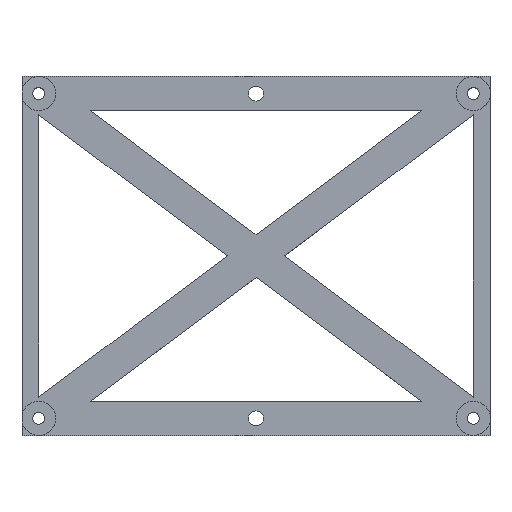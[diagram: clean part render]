
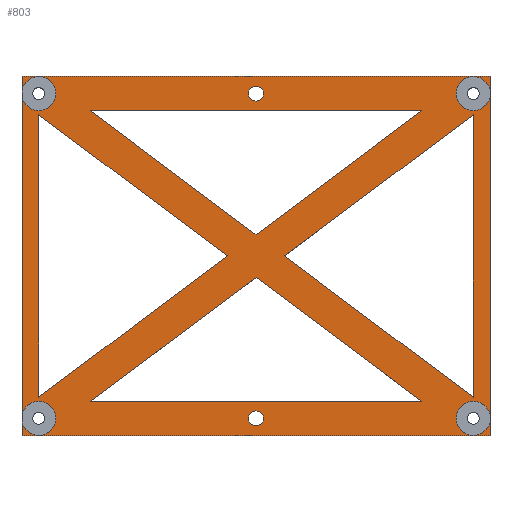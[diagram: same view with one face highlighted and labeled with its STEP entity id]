
A CAD part, top view. The second image highlights one B-rep face of the part: STEP entity #803.
In plain terms, the highlighted planar face has unit normal (0, 0, 1).
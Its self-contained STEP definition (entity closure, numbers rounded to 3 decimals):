
#31=FACE_BOUND('',#176,.T.);
#32=FACE_BOUND('',#177,.T.);
#33=FACE_BOUND('',#178,.T.);
#34=FACE_BOUND('',#179,.T.);
#35=FACE_BOUND('',#180,.T.);
#36=FACE_BOUND('',#181,.T.);
#37=FACE_BOUND('',#182,.T.);
#38=FACE_BOUND('',#183,.T.);
#39=FACE_BOUND('',#184,.T.);
#40=FACE_BOUND('',#185,.T.);
#79=PLANE('',#893);
#123=FACE_OUTER_BOUND('',#175,.T.);
#175=EDGE_LOOP('',(#703,#704,#705,#706));
#176=EDGE_LOOP('',(#707));
#177=EDGE_LOOP('',(#708));
#178=EDGE_LOOP('',(#709));
#179=EDGE_LOOP('',(#710,#711,#712));
#180=EDGE_LOOP('',(#713,#714,#715));
#181=EDGE_LOOP('',(#716));
#182=EDGE_LOOP('',(#717,#718,#719));
#183=EDGE_LOOP('',(#720,#721,#722));
#184=EDGE_LOOP('',(#723));
#185=EDGE_LOOP('',(#724));
#223=LINE('',#1227,#297);
#226=LINE('',#1233,#300);
#229=LINE('',#1237,#303);
#232=LINE('',#1245,#306);
#235=LINE('',#1251,#309);
#238=LINE('',#1255,#312);
#242=LINE('',#1269,#316);
#245=LINE('',#1275,#319);
#248=LINE('',#1279,#322);
#251=LINE('',#1287,#325);
#254=LINE('',#1293,#328);
#257=LINE('',#1297,#331);
#261=LINE('',#1311,#335);
#264=LINE('',#1317,#338);
#267=LINE('',#1323,#341);
#270=LINE('',#1327,#344);
#297=VECTOR('',#1021,10.);
#300=VECTOR('',#1026,10.);
#303=VECTOR('',#1031,10.);
#306=VECTOR('',#1036,10.);
#309=VECTOR('',#1041,10.);
#312=VECTOR('',#1046,10.);
#316=VECTOR('',#1058,10.);
#319=VECTOR('',#1063,10.);
#322=VECTOR('',#1068,10.);
#325=VECTOR('',#1073,10.);
#328=VECTOR('',#1078,10.);
#331=VECTOR('',#1083,10.);
#335=VECTOR('',#1095,10.);
#338=VECTOR('',#1100,10.);
#341=VECTOR('',#1105,10.);
#344=VECTOR('',#1110,10.);
#362=CIRCLE('',#861,1.75);
#364=CIRCLE('',#864,1.75);
#365=CIRCLE('',#866,1.4);
#367=CIRCLE('',#869,1.4);
#369=CIRCLE('',#878,1.4);
#371=CIRCLE('',#887,1.4);
#398=VERTEX_POINT('',#1199);
#400=VERTEX_POINT('',#1205);
#401=VERTEX_POINT('',#1209);
#403=VERTEX_POINT('',#1215);
#407=VERTEX_POINT('',#1224);
#408=VERTEX_POINT('',#1226);
#410=VERTEX_POINT('',#1232);
#413=VERTEX_POINT('',#1242);
#414=VERTEX_POINT('',#1244);
#416=VERTEX_POINT('',#1250);
#417=VERTEX_POINT('',#1257);
#421=VERTEX_POINT('',#1266);
#422=VERTEX_POINT('',#1268);
#424=VERTEX_POINT('',#1274);
#427=VERTEX_POINT('',#1284);
#428=VERTEX_POINT('',#1286);
#430=VERTEX_POINT('',#1292);
#431=VERTEX_POINT('',#1299);
#435=VERTEX_POINT('',#1308);
#436=VERTEX_POINT('',#1310);
#438=VERTEX_POINT('',#1316);
#440=VERTEX_POINT('',#1322);
#479=EDGE_CURVE('',#398,#398,#362,.T.);
#482=EDGE_CURVE('',#400,#400,#364,.T.);
#483=EDGE_CURVE('',#401,#401,#365,.T.);
#486=EDGE_CURVE('',#403,#403,#367,.T.);
#491=EDGE_CURVE('',#408,#407,#223,.T.);
#494=EDGE_CURVE('',#410,#408,#226,.T.);
#497=EDGE_CURVE('',#407,#410,#229,.T.);
#500=EDGE_CURVE('',#414,#413,#232,.T.);
#503=EDGE_CURVE('',#416,#414,#235,.T.);
#506=EDGE_CURVE('',#413,#416,#238,.T.);
#507=EDGE_CURVE('',#417,#417,#369,.T.);
#512=EDGE_CURVE('',#422,#421,#242,.T.);
#515=EDGE_CURVE('',#424,#422,#245,.T.);
#518=EDGE_CURVE('',#421,#424,#248,.T.);
#521=EDGE_CURVE('',#428,#427,#251,.T.);
#524=EDGE_CURVE('',#430,#428,#254,.T.);
#527=EDGE_CURVE('',#427,#430,#257,.T.);
#528=EDGE_CURVE('',#431,#431,#371,.T.);
#533=EDGE_CURVE('',#436,#435,#261,.T.);
#536=EDGE_CURVE('',#438,#436,#264,.T.);
#539=EDGE_CURVE('',#440,#438,#267,.T.);
#542=EDGE_CURVE('',#435,#440,#270,.T.);
#703=ORIENTED_EDGE('',*,*,#542,.T.);
#704=ORIENTED_EDGE('',*,*,#539,.T.);
#705=ORIENTED_EDGE('',*,*,#536,.T.);
#706=ORIENTED_EDGE('',*,*,#533,.T.);
#707=ORIENTED_EDGE('',*,*,#479,.T.);
#708=ORIENTED_EDGE('',*,*,#482,.T.);
#709=ORIENTED_EDGE('',*,*,#528,.T.);
#710=ORIENTED_EDGE('',*,*,#527,.T.);
#711=ORIENTED_EDGE('',*,*,#524,.T.);
#712=ORIENTED_EDGE('',*,*,#521,.T.);
#713=ORIENTED_EDGE('',*,*,#518,.T.);
#714=ORIENTED_EDGE('',*,*,#515,.T.);
#715=ORIENTED_EDGE('',*,*,#512,.T.);
#716=ORIENTED_EDGE('',*,*,#507,.T.);
#717=ORIENTED_EDGE('',*,*,#506,.T.);
#718=ORIENTED_EDGE('',*,*,#503,.T.);
#719=ORIENTED_EDGE('',*,*,#500,.T.);
#720=ORIENTED_EDGE('',*,*,#497,.T.);
#721=ORIENTED_EDGE('',*,*,#494,.T.);
#722=ORIENTED_EDGE('',*,*,#491,.T.);
#723=ORIENTED_EDGE('',*,*,#486,.T.);
#724=ORIENTED_EDGE('',*,*,#483,.T.);
#803=ADVANCED_FACE('',(#123,#31,#32,#33,#34,#35,#36,#37,#38,#39,#40),#79,
 .T.);
#861=AXIS2_PLACEMENT_3D('',#1201,#994,#995);
#864=AXIS2_PLACEMENT_3D('',#1207,#1001,#1002);
#866=AXIS2_PLACEMENT_3D('',#1210,#1005,#1006);
#869=AXIS2_PLACEMENT_3D('',#1216,#1012,#1013);
#878=AXIS2_PLACEMENT_3D('',#1258,#1049,#1050);
#887=AXIS2_PLACEMENT_3D('',#1300,#1086,#1087);
#893=AXIS2_PLACEMENT_3D('',#1328,#1111,#1112);
#994=DIRECTION('center_axis',(0.,0.,-1.));
#995=DIRECTION('ref_axis',(1.,0.,0.));
#1001=DIRECTION('center_axis',(0.,0.,-1.));
#1002=DIRECTION('ref_axis',(1.,0.,0.));
#1005=DIRECTION('center_axis',(0.,0.,-1.));
#1006=DIRECTION('ref_axis',(1.,0.,0.));
#1012=DIRECTION('center_axis',(0.,0.,-1.));
#1013=DIRECTION('ref_axis',(1.,0.,0.));
#1021=DIRECTION('',(-0.801,0.599,0.));
#1026=DIRECTION('',(-0.801,-0.599,0.));
#1031=DIRECTION('',(1.,0.,0.));
#1036=DIRECTION('',(0.801,-0.599,0.));
#1041=DIRECTION('',(0.,1.,0.));
#1046=DIRECTION('',(-0.801,-0.599,0.));
#1049=DIRECTION('center_axis',(0.,0.,-1.));
#1050=DIRECTION('ref_axis',(1.,0.,0.));
#1058=DIRECTION('',(0.801,0.599,0.));
#1063=DIRECTION('',(-1.,0.,0.));
#1068=DIRECTION('',(0.801,-0.599,0.));
#1073=DIRECTION('',(-0.801,0.599,0.));
#1078=DIRECTION('',(0.,-1.,0.));
#1083=DIRECTION('',(0.801,0.599,0.));
#1086=DIRECTION('center_axis',(0.,0.,-1.));
#1087=DIRECTION('ref_axis',(1.,0.,0.));
#1095=DIRECTION('',(0.,1.,0.));
#1100=DIRECTION('',(1.,0.,0.));
#1105=DIRECTION('',(0.,-1.,0.));
#1110=DIRECTION('',(-1.,0.,0.));
#1111=DIRECTION('center_axis',(0.,0.,1.));
#1112=DIRECTION('ref_axis',(1.,0.,0.));
#1199=CARTESIAN_POINT('',(-1.75,38.05,3.));
#1201=CARTESIAN_POINT('Origin',(0.,38.05,3.));
#1205=CARTESIAN_POINT('',(-1.75,-38.05,3.));
#1207=CARTESIAN_POINT('Origin',(0.,-38.05,3.));
#1209=CARTESIAN_POINT('',(49.525,38.05,3.));
#1210=CARTESIAN_POINT('Origin',(50.925,38.05,3.));
#1215=CARTESIAN_POINT('',(-52.325,-38.05,3.));
#1216=CARTESIAN_POINT('Origin',(-50.925,-38.05,3.));
#1224=CARTESIAN_POINT('',(-38.889,34.05,3.));
#1226=CARTESIAN_POINT('',(0.,4.993,3.));
#1227=CARTESIAN_POINT('',(53.319,-34.846,3.));
#1232=CARTESIAN_POINT('',(38.889,34.05,3.));
#1233=CARTESIAN_POINT('',(48.531,41.254,3.));
#1237=CARTESIAN_POINT('',(-50.925,34.05,3.));
#1242=CARTESIAN_POINT('',(-6.67,0.01,3.));
#1244=CARTESIAN_POINT('',(-50.925,33.092,3.));
#1245=CARTESIAN_POINT('',(-53.687,35.157,3.));
#1250=CARTESIAN_POINT('',(-50.925,-33.057,3.));
#1251=CARTESIAN_POINT('',(-50.925,-34.05,3.));
#1255=CARTESIAN_POINT('',(48.531,41.254,3.));
#1257=CARTESIAN_POINT('',(49.525,-38.05,3.));
#1258=CARTESIAN_POINT('Origin',(50.925,-38.05,3.));
#1266=CARTESIAN_POINT('',(0.011,-4.985,3.));
#1268=CARTESIAN_POINT('',(-38.889,-34.05,3.));
#1269=CARTESIAN_POINT('',(53.319,34.846,3.));
#1274=CARTESIAN_POINT('',(38.893,-34.05,3.));
#1275=CARTESIAN_POINT('',(50.925,-34.05,3.));
#1279=CARTESIAN_POINT('',(-53.687,35.157,3.));
#1284=CARTESIAN_POINT('',(6.683,0.,3.));
#1286=CARTESIAN_POINT('',(50.925,-33.057,3.));
#1287=CARTESIAN_POINT('',(53.319,-34.846,3.));
#1292=CARTESIAN_POINT('',(50.925,33.057,3.));
#1293=CARTESIAN_POINT('',(50.925,34.05,3.));
#1297=CARTESIAN_POINT('',(53.319,34.846,3.));
#1299=CARTESIAN_POINT('',(-52.325,38.05,3.));
#1300=CARTESIAN_POINT('Origin',(-50.925,38.05,3.));
#1308=CARTESIAN_POINT('',(54.835,42.15,3.));
#1310=CARTESIAN_POINT('',(54.835,-42.15,3.));
#1311=CARTESIAN_POINT('',(54.835,42.15,3.));
#1316=CARTESIAN_POINT('',(-54.835,-42.15,3.));
#1317=CARTESIAN_POINT('',(54.835,-42.15,3.));
#1322=CARTESIAN_POINT('',(-54.835,42.15,3.));
#1323=CARTESIAN_POINT('',(-54.835,-42.15,3.));
#1327=CARTESIAN_POINT('',(-54.835,42.15,3.));
#1328=CARTESIAN_POINT('Origin',(0.,0.,3.));
